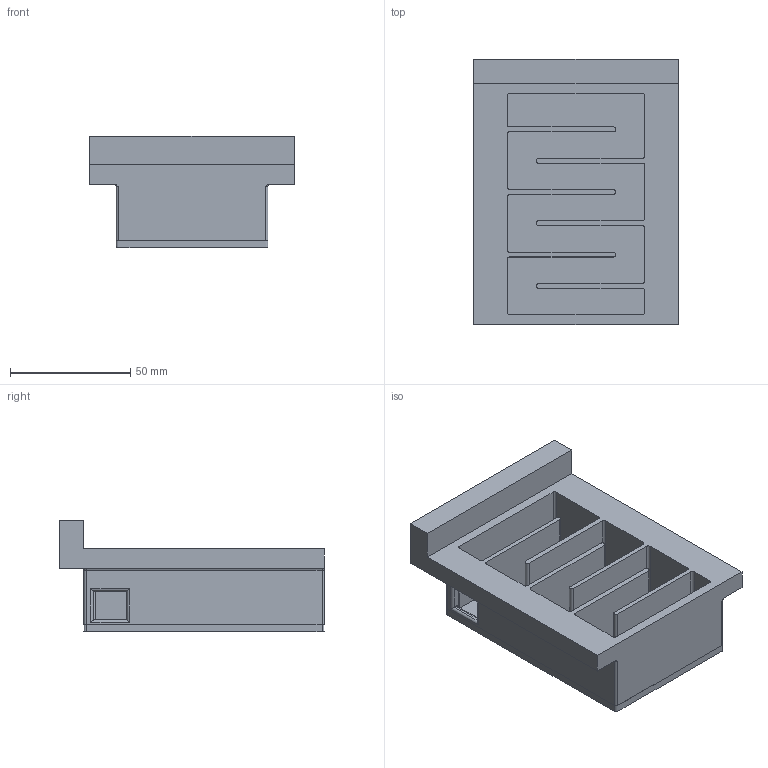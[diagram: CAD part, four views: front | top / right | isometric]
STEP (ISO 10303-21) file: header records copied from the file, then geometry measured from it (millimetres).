
FILE_DESCRIPTION(/* description */ ('CATIA V5 STEP Exchange','CAx-IF Rec.Pracs.---Representation and Presentation of Product Manufacturing Information (PMI)---4.0---2014-10-13'),/* implementation_level */ '2;1');
FILE_NAME(/* name */ 'Bac_labyH_31-5mm.step',/* time_stamp */ '2025-01-21T10:28:55+01:00',/* author */ (''),/* organization */ (''),/* preprocessor_version */ 'ST-DEVELOPER v20',/* originating_system */ 'Autodesk Translation Framework v13.20.0.188',/* authorisation */ '');
FILE_SCHEMA (('AP242_MANAGED_MODEL_BASED_3D_ENGINEERING_MIM_LF { 1 0 10303 442 1 1 4 }'));
Length unit declared in the file: millimetre
Products named in the file (1): BacLabyrintheVF2A
Bounding box: 85 x 110 x 46.5 mm (x, y, z)
Volume: 103149.5 mm3; surface area: 64662.2 mm2
Topology: 1 solids, 2 shells, 88 faces, 247 edges, 162 vertices
Faces by surface type: plane 44, cylinder 34, torus 8, bspline 2
Entity records: 2943 total; most frequent: CARTESIAN_POINT 608, ORIENTED_EDGE 490, DIRECTION 481, EDGE_CURVE 247, AXIS2_PLACEMENT_3D 163, VERTEX_POINT 162, LINE 155, VECTOR 155
